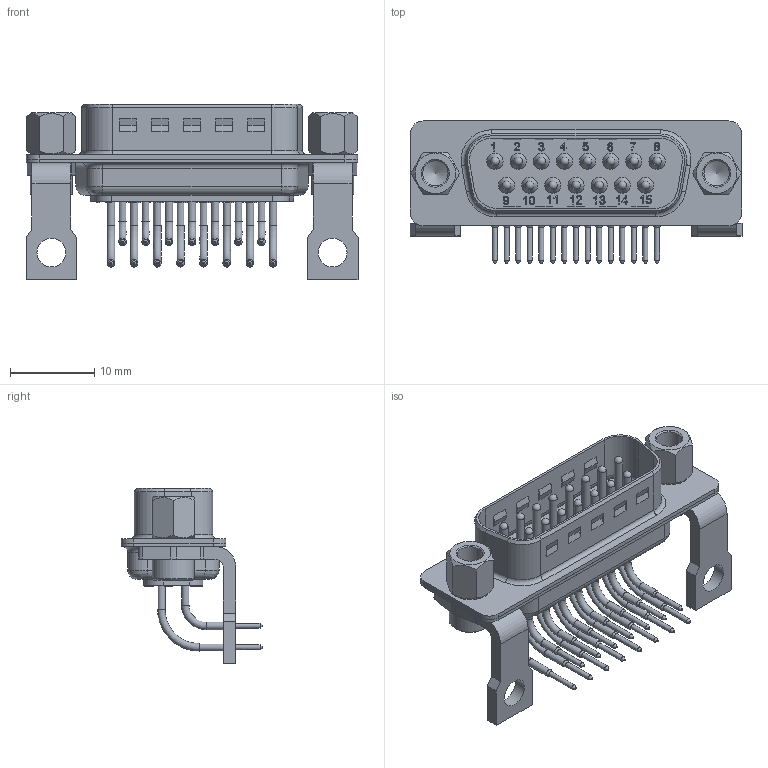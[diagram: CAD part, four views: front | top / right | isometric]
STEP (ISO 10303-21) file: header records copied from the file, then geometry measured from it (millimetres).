
FILE_DESCRIPTION(/* description */ ('I15P'),/* implementation_level */ '2;1');
FILE_NAME(/* name */ 'K060761.stp',/* time_stamp */ '2017-05-02T10:04:15+02:00',/* author */ ('M. Rickli'),/* organization */ (''),/* preprocessor_version */ 'ST-DEVELOPER v15.6',/* originating_system */ 'Autodesk Inventor 2015',/* authorisation */ '');
FILE_SCHEMA (('AUTOMOTIVE_DESIGN { 1 0 10303 214 3 1 1 }'));
Length unit declared in the file: millimetre
Products named in the file (9): N00403_BG; R+B00913_BG; R+B00914_BG; R+B00153_BG; R+B00150_BG; R+B00837_BG; R+B00102_male_BG; R+B00903_BG; K060761
Assembly tree (24 placements, depth 2):
  K060761
    N00403_BG
    R+B00913_BG  x8
    R+B00914_BG  x7
    R+B00153_BG
    R+B00150_BG
    R+B00837_BG  x2
    R+B00102_male_BG  x2
    R+B00903_BG  x2
Bounding box: 39.3 x 16.8 x 20.8 mm (x, y, z)
Volume: 2287.5 mm3; surface area: 6317.4 mm2
Topology: 24 solids, 24 shells, 2837 faces, 7677 edges, 5037 vertices
Faces by surface type: plane 1684, cylinder 838, bspline 155, cone 108, torus 37, sphere 15
Full cylindrical faces by diameter (mm): 0.242 x1, 0.281 x1, 0.6 x15, 0.9 x30, 1 x15, 1.6 x15, 1.602 x30, 1.92 x15, 1.94 x15, 1.96 x30, 2.3 x15, 3 x6, 3.2 x2, 3.4 x2, 4 x2, 4.05 x2, 4.06 x4, 5 x6
Entity records: 35135 total; most frequent: CARTESIAN_POINT 10231, ORIENTED_EDGE 5272, DIRECTION 4581, EDGE_CURVE 2636, VERTEX_POINT 1785, LINE 1687, VECTOR 1687, AXIS2_PLACEMENT_3D 1447
